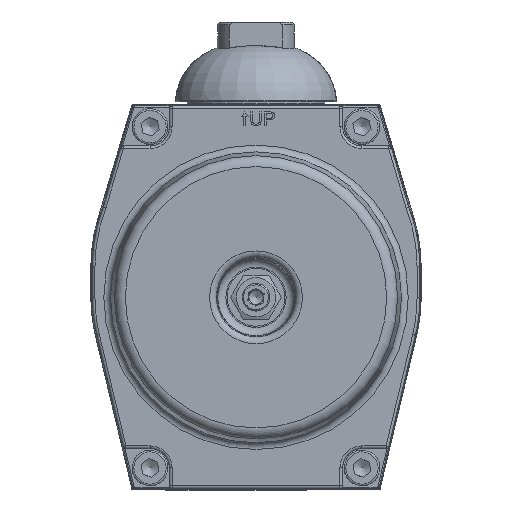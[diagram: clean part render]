
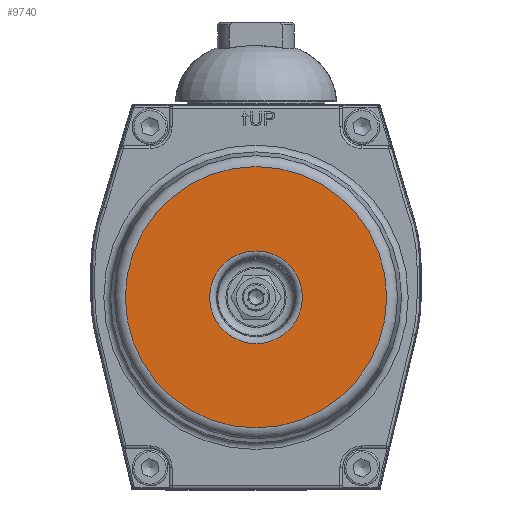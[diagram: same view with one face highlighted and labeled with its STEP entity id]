
A CAD part, front view. The second image highlights one B-rep face of the part: STEP entity #9740.
In plain terms, the highlighted planar face has unit normal (0, -1, 0).
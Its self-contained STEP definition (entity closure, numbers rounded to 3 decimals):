
#3932=ORIENTED_EDGE('',*,*,#5684,.F.);
#3933=ORIENTED_EDGE('',*,*,#5662,.T.);
#5662=EDGE_CURVE('',#6802,#6802,#7464,.T.);
#5684=EDGE_CURVE('',#6812,#6812,#7472,.T.);
#6802=VERTEX_POINT('',#19037);
#6812=VERTEX_POINT('',#19232);
#7464=CIRCLE('',#10885,47.461);
#7472=CIRCLE('',#10909,16.846);
#8101=EDGE_LOOP('',(#3932));
#8102=EDGE_LOOP('',(#3933));
#8831=FACE_BOUND('',#8101,.T.);
#8832=FACE_BOUND('',#8102,.T.);
#9292=PLANE('',#10908);
#9740=ADVANCED_FACE('',(#8831,#8832),#9292,.T.);
#10885=AXIS2_PLACEMENT_3D('',#19036,#13288,#13289);
#10908=AXIS2_PLACEMENT_3D('',#19230,#13342,#13343);
#10909=AXIS2_PLACEMENT_3D('',#19231,#13344,#13345);
#13288=DIRECTION('',(0.,-1.,0.));
#13289=DIRECTION('',(0.,0.,1.));
#13342=DIRECTION('',(0.,-1.,0.));
#13343=DIRECTION('',(0.,0.,1.));
#13344=DIRECTION('',(0.,-1.,0.));
#13345=DIRECTION('',(0.,0.,1.));
#19036=CARTESIAN_POINT('',(0.,-146.5,38.58));
#19037=CARTESIAN_POINT('',(0.,-146.5,86.041));
#19230=CARTESIAN_POINT('',(0.,-146.5,89.58));
#19231=CARTESIAN_POINT('',(0.,-146.5,38.58));
#19232=CARTESIAN_POINT('',(0.,-146.5,55.426));
